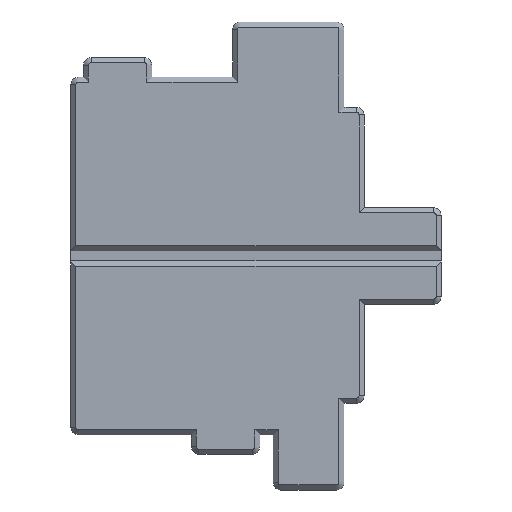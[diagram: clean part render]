
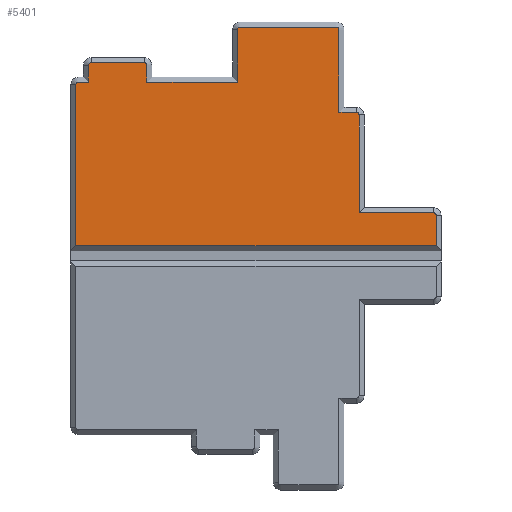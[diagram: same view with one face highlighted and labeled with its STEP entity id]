
A CAD part, front view. The second image highlights one B-rep face of the part: STEP entity #5401.
In plain terms, the highlighted planar face has unit normal (0, -1, 0).
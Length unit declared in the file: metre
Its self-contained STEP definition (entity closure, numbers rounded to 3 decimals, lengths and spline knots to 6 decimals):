
#559=LINE('',#7902,#1131);
#560=LINE('',#7904,#1132);
#561=LINE('',#7906,#1133);
#562=LINE('',#7910,#1134);
#563=LINE('',#7912,#1135);
#564=LINE('',#7916,#1136);
#565=LINE('',#7918,#1137);
#566=LINE('',#7922,#1138);
#567=LINE('',#7926,#1139);
#568=LINE('',#7928,#1140);
#569=LINE('',#7930,#1141);
#570=LINE('',#7934,#1142);
#571=LINE('',#7938,#1143);
#572=LINE('',#7940,#1144);
#1131=VECTOR('',#6298,1.);
#1132=VECTOR('',#6299,1.);
#1133=VECTOR('',#6300,1.);
#1134=VECTOR('',#6303,1.);
#1135=VECTOR('',#6304,1.);
#1136=VECTOR('',#6307,1.);
#1137=VECTOR('',#6308,1.);
#1138=VECTOR('',#6311,1.);
#1139=VECTOR('',#6314,1.);
#1140=VECTOR('',#6315,1.);
#1141=VECTOR('',#6316,1.);
#1142=VECTOR('',#6319,1.);
#1143=VECTOR('',#6322,1.);
#1144=VECTOR('',#6323,1.);
#1809=ORIENTED_EDGE('',*,*,#3443,.T.);
#1810=ORIENTED_EDGE('',*,*,#3444,.T.);
#1811=ORIENTED_EDGE('',*,*,#3445,.T.);
#1812=ORIENTED_EDGE('',*,*,#3446,.T.);
#1813=ORIENTED_EDGE('',*,*,#3447,.T.);
#1814=ORIENTED_EDGE('',*,*,#3448,.T.);
#1815=ORIENTED_EDGE('',*,*,#3449,.T.);
#1816=ORIENTED_EDGE('',*,*,#3450,.T.);
#1817=ORIENTED_EDGE('',*,*,#3451,.T.);
#1818=ORIENTED_EDGE('',*,*,#3452,.T.);
#1819=ORIENTED_EDGE('',*,*,#3453,.T.);
#1820=ORIENTED_EDGE('',*,*,#3454,.T.);
#1821=ORIENTED_EDGE('',*,*,#3455,.T.);
#1822=ORIENTED_EDGE('',*,*,#3456,.T.);
#1823=ORIENTED_EDGE('',*,*,#3457,.T.);
#1824=ORIENTED_EDGE('',*,*,#3458,.T.);
#1825=ORIENTED_EDGE('',*,*,#3459,.T.);
#1826=ORIENTED_EDGE('',*,*,#3460,.T.);
#1827=ORIENTED_EDGE('',*,*,#3461,.T.);
#1828=ORIENTED_EDGE('',*,*,#3462,.T.);
#1829=ORIENTED_EDGE('',*,*,#3463,.T.);
#3443=EDGE_CURVE('',#4255,#4256,#4496,.F.);
#3444=EDGE_CURVE('',#4256,#4257,#559,.T.);
#3445=EDGE_CURVE('',#4257,#4258,#560,.T.);
#3446=EDGE_CURVE('',#4258,#4259,#561,.T.);
#3447=EDGE_CURVE('',#4259,#4260,#4497,.F.);
#3448=EDGE_CURVE('',#4260,#4261,#562,.T.);
#3449=EDGE_CURVE('',#4261,#4262,#563,.T.);
#3450=EDGE_CURVE('',#4262,#4263,#4498,.F.);
#3451=EDGE_CURVE('',#4263,#4264,#564,.T.);
#3452=EDGE_CURVE('',#4264,#4265,#565,.T.);
#3453=EDGE_CURVE('',#4265,#4266,#4499,.F.);
#3454=EDGE_CURVE('',#4266,#4267,#566,.T.);
#3455=EDGE_CURVE('',#4267,#4268,#4500,.F.);
#3456=EDGE_CURVE('',#4268,#4269,#567,.T.);
#3457=EDGE_CURVE('',#4269,#4270,#568,.T.);
#3458=EDGE_CURVE('',#4270,#4271,#569,.T.);
#3459=EDGE_CURVE('',#4271,#4272,#4501,.F.);
#3460=EDGE_CURVE('',#4272,#4273,#570,.T.);
#3461=EDGE_CURVE('',#4273,#4274,#4502,.F.);
#3462=EDGE_CURVE('',#4274,#4275,#571,.T.);
#3463=EDGE_CURVE('',#4275,#4255,#572,.T.);
#4255=VERTEX_POINT('',#7900);
#4256=VERTEX_POINT('',#7901);
#4257=VERTEX_POINT('',#7903);
#4258=VERTEX_POINT('',#7905);
#4259=VERTEX_POINT('',#7907);
#4260=VERTEX_POINT('',#7909);
#4261=VERTEX_POINT('',#7911);
#4262=VERTEX_POINT('',#7913);
#4263=VERTEX_POINT('',#7915);
#4264=VERTEX_POINT('',#7917);
#4265=VERTEX_POINT('',#7919);
#4266=VERTEX_POINT('',#7921);
#4267=VERTEX_POINT('',#7923);
#4268=VERTEX_POINT('',#7925);
#4269=VERTEX_POINT('',#7927);
#4270=VERTEX_POINT('',#7929);
#4271=VERTEX_POINT('',#7931);
#4272=VERTEX_POINT('',#7933);
#4273=VERTEX_POINT('',#7935);
#4274=VERTEX_POINT('',#7937);
#4275=VERTEX_POINT('',#7939);
#4496=CIRCLE('',#5754,0.00025);
#4497=CIRCLE('',#5755,0.00025);
#4498=CIRCLE('',#5756,0.00025);
#4499=CIRCLE('',#5757,0.00025);
#4500=CIRCLE('',#5758,0.00025);
#4501=CIRCLE('',#5759,0.00025);
#4502=CIRCLE('',#5760,0.00025);
#4568=EDGE_LOOP('',(#1809,#1810,#1811,#1812,#1813,#1814,#1815,#1816,#1817,
#1818,#1819,#1820,#1821,#1822,#1823,#1824,#1825,#1826,#1827,#1828,#1829));
#4900=FACE_BOUND('',#4568,.T.);
#5222=PLANE('',#5753);
#5401=ADVANCED_FACE('',(#4900),#5222,.F.);
#5753=AXIS2_PLACEMENT_3D('',#7898,#6294,#6295);
#5754=AXIS2_PLACEMENT_3D('',#7899,#6296,#6297);
#5755=AXIS2_PLACEMENT_3D('',#7908,#6301,#6302);
#5756=AXIS2_PLACEMENT_3D('',#7914,#6305,#6306);
#5757=AXIS2_PLACEMENT_3D('',#7920,#6309,#6310);
#5758=AXIS2_PLACEMENT_3D('',#7924,#6312,#6313);
#5759=AXIS2_PLACEMENT_3D('',#7932,#6317,#6318);
#5760=AXIS2_PLACEMENT_3D('',#7936,#6320,#6321);
#6294=DIRECTION('',(0.,1.,0.));
#6295=DIRECTION('',(1.,0.,0.));
#6296=DIRECTION('',(0.,1.,0.));
#6297=DIRECTION('',(1.,0.,0.));
#6298=DIRECTION('',(0.,0.,-1.));
#6299=DIRECTION('',(1.,0.,0.));
#6300=DIRECTION('',(0.,0.,1.));
#6301=DIRECTION('',(0.,1.,0.));
#6302=DIRECTION('',(1.,0.,0.));
#6303=DIRECTION('',(-1.,0.,0.));
#6304=DIRECTION('',(0.,0.,1.));
#6305=DIRECTION('',(0.,1.,0.));
#6306=DIRECTION('',(1.,0.,0.));
#6307=DIRECTION('',(-1.,0.,0.));
#6308=DIRECTION('',(0.,0.,1.));
#6309=DIRECTION('',(0.,1.,0.));
#6310=DIRECTION('',(1.,0.,0.));
#6311=DIRECTION('',(-1.,0.,0.));
#6312=DIRECTION('',(0.,1.,0.));
#6313=DIRECTION('',(1.,0.,0.));
#6314=DIRECTION('',(0.,0.,-1.));
#6315=DIRECTION('',(-1.,0.,0.));
#6316=DIRECTION('',(0.,0.,1.));
#6317=DIRECTION('',(0.,1.,0.));
#6318=DIRECTION('',(1.,0.,0.));
#6319=DIRECTION('',(-1.,0.,0.));
#6320=DIRECTION('',(0.,1.,0.));
#6321=DIRECTION('',(1.,0.,0.));
#6322=DIRECTION('',(0.,0.,-1.));
#6323=DIRECTION('',(-1.,0.,0.));
#7898=CARTESIAN_POINT('',(0.020775,-0.004327,-0.386285));
#7899=CARTESIAN_POINT('',(0.003096,-0.004327,-0.369235));
#7900=CARTESIAN_POINT('',(0.003096,-0.004327,-0.368985));
#7901=CARTESIAN_POINT('',(0.002846,-0.004327,-0.369235));
#7902=CARTESIAN_POINT('',(0.002846,-0.004327,-0.385783));
#7903=CARTESIAN_POINT('',(0.002846,-0.004327,-0.385283));
#7904=CARTESIAN_POINT('',(0.039203,-0.004327,-0.385283));
#7905=CARTESIAN_POINT('',(0.038703,-0.004327,-0.385283));
#7906=CARTESIAN_POINT('',(0.038703,-0.004327,-0.386285));
#7907=CARTESIAN_POINT('',(0.038703,-0.004327,-0.382235));
#7908=CARTESIAN_POINT('',(0.038453,-0.004327,-0.382235));
#7909=CARTESIAN_POINT('',(0.038453,-0.004327,-0.381985));
#7910=CARTESIAN_POINT('',(0.020775,-0.004327,-0.381985));
#7911=CARTESIAN_POINT('',(0.031031,-0.004327,-0.381985));
#7912=CARTESIAN_POINT('',(0.031031,-0.004327,-0.372235));
#7913=CARTESIAN_POINT('',(0.031031,-0.004327,-0.372235));
#7914=CARTESIAN_POINT('',(0.030781,-0.004327,-0.372235));
#7915=CARTESIAN_POINT('',(0.030781,-0.004327,-0.371985));
#7916=CARTESIAN_POINT('',(0.020775,-0.004327,-0.371985));
#7917=CARTESIAN_POINT('',(0.029031,-0.004327,-0.371985));
#7918=CARTESIAN_POINT('',(0.029031,-0.004327,-0.386285));
#7919=CARTESIAN_POINT('',(0.029031,-0.004327,-0.363735));
#7920=CARTESIAN_POINT('',(0.028781,-0.004327,-0.363735));
#7921=CARTESIAN_POINT('',(0.028781,-0.004327,-0.363485));
#7922=CARTESIAN_POINT('',(0.020775,-0.004327,-0.363485));
#7923=CARTESIAN_POINT('',(0.019196,-0.004327,-0.363485));
#7924=CARTESIAN_POINT('',(0.019196,-0.004327,-0.363735));
#7925=CARTESIAN_POINT('',(0.018946,-0.004327,-0.363735));
#7926=CARTESIAN_POINT('',(0.018946,-0.004327,-0.368485));
#7927=CARTESIAN_POINT('',(0.018946,-0.004327,-0.368985));
#7928=CARTESIAN_POINT('',(0.010396,-0.004327,-0.368985));
#7929=CARTESIAN_POINT('',(0.009896,-0.004327,-0.368985));
#7930=CARTESIAN_POINT('',(0.009896,-0.004327,-0.367301));
#7931=CARTESIAN_POINT('',(0.009896,-0.004327,-0.367301));
#7932=CARTESIAN_POINT('',(0.009646,-0.004327,-0.367301));
#7933=CARTESIAN_POINT('',(0.009646,-0.004327,-0.367051));
#7934=CARTESIAN_POINT('',(0.004346,-0.004327,-0.367051));
#7935=CARTESIAN_POINT('',(0.004346,-0.004327,-0.367051));
#7936=CARTESIAN_POINT('',(0.004346,-0.004327,-0.367301));
#7937=CARTESIAN_POINT('',(0.004096,-0.004327,-0.367301));
#7938=CARTESIAN_POINT('',(0.004096,-0.004327,-0.386285));
#7939=CARTESIAN_POINT('',(0.004096,-0.004327,-0.368985));
#7940=CARTESIAN_POINT('',(0.003096,-0.004327,-0.368985));
